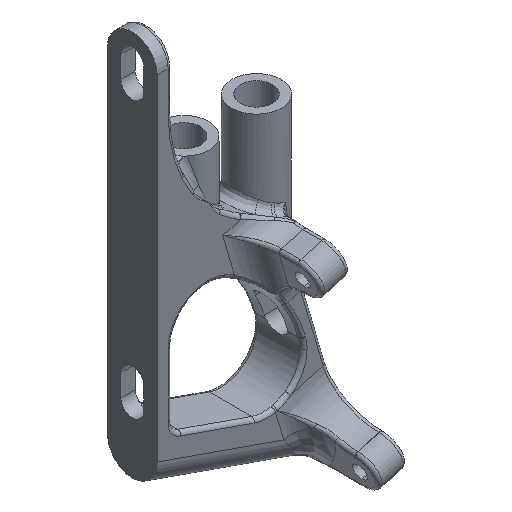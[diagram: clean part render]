
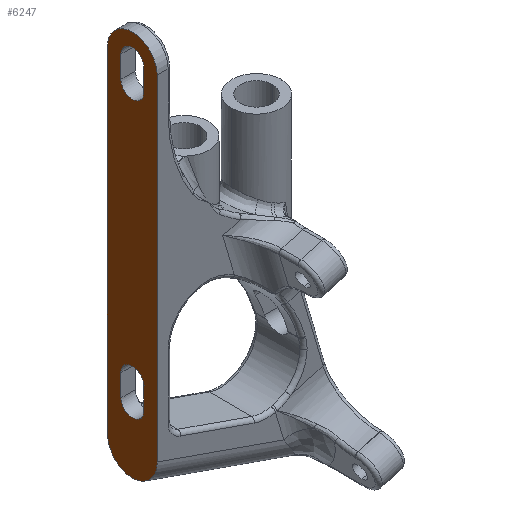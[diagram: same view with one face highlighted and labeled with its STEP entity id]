
A CAD part, isometric view. The second image highlights one B-rep face of the part: STEP entity #6247.
In plain terms, the highlighted planar face has unit normal (-1, 0, 0).
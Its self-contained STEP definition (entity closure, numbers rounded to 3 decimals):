
#5 = FACE_BOUND ( 'NONE', #4808, .T. ) ;
#33 = VECTOR ( 'NONE', #7206, 1000. ) ;
#339 = CARTESIAN_POINT ( 'NONE',  ( 39.7, 20.05, 0. ) ) ;
#343 = ORIENTED_EDGE ( 'NONE', *, *, #2212, .F. ) ;
#389 = CIRCLE ( 'NONE', #5748, 1.575 ) ;
#477 = DIRECTION ( 'NONE',  ( -1., 0., 0. ) ) ;
#586 = FACE_OUTER_BOUND ( 'NONE', #2286, .T. ) ;
#632 = VERTEX_POINT ( 'NONE', #1511 ) ;
#647 = EDGE_CURVE ( 'NONE', #744, #1328, #1147, .T. ) ;
#693 = CARTESIAN_POINT ( 'NONE',  ( 39.7, 23.475, 84.504 ) ) ;
#716 = EDGE_CURVE ( 'NONE', #4428, #5680, #3193, .T. ) ;
#744 = VERTEX_POINT ( 'NONE', #6549 ) ;
#825 = CARTESIAN_POINT ( 'NONE',  ( 39.7, 23.475, 37.729 ) ) ;
#848 = VECTOR ( 'NONE', #2984, 1000. ) ;
#915 = CARTESIAN_POINT ( 'NONE',  ( 39.7, 23.475, 87.504 ) ) ;
#928 = CIRCLE ( 'NONE', #6416, 1.575 ) ;
#932 = LINE ( 'NONE', #5189, #5840 ) ;
#954 = EDGE_CURVE ( 'NONE', #3244, #6640, #4052, .T. ) ;
#1003 = DIRECTION ( 'NONE',  ( 0., 0., -1. ) ) ;
#1027 = DIRECTION ( 'NONE',  ( 0., -1., 0. ) ) ;
#1038 = CARTESIAN_POINT ( 'NONE',  ( 39.7, 25.05, 87.504 ) ) ;
#1081 = VECTOR ( 'NONE', #3617, 1000. ) ;
#1147 =( BOUNDED_CURVE ( )  B_SPLINE_CURVE ( 3, ( #4784, #5927, #4242, #7080 ),
 .UNSPECIFIED., .F., .T. ) 
 B_SPLINE_CURVE_WITH_KNOTS ( ( 4, 4 ),
 ( 4.712, 6.283 ),
 .UNSPECIFIED. ) 
 CURVE ( )  GEOMETRIC_REPRESENTATION_ITEM ( )  RATIONAL_B_SPLINE_CURVE ( ( 1., 0.805, 0.805, 1. ) ) 
 REPRESENTATION_ITEM ( '' )  );
#1328 = VERTEX_POINT ( 'NONE', #825 ) ;
#1428 = DIRECTION ( 'NONE',  ( 0., -1., 0. ) ) ;
#1486 =( BOUNDED_CURVE ( )  B_SPLINE_CURVE ( 3, ( #6880, #6345, #3555, #6983 ),
 .UNSPECIFIED., .F., .T. ) 
 B_SPLINE_CURVE_WITH_KNOTS ( ( 4, 4 ),
 ( 3.142, 4.712 ),
 .UNSPECIFIED. ) 
 CURVE ( )  GEOMETRIC_REPRESENTATION_ITEM ( )  RATIONAL_B_SPLINE_CURVE ( ( 1., 0.805, 0.805, 1. ) ) 
 REPRESENTATION_ITEM ( '' )  );
#1511 = CARTESIAN_POINT ( 'NONE',  ( 39.7, 26.9, 87.504 ) ) ;
#1646 = VECTOR ( 'NONE', #1003, 1000. ) ;
#1703 = DIRECTION ( 'NONE',  ( -1., 0., 0. ) ) ;
#1823 = CARTESIAN_POINT ( 'NONE',  ( 39.7, 20.05, 87.504 ) ) ;
#1903 = AXIS2_PLACEMENT_3D ( 'NONE', #915, #6535, #1428 ) ;
#2080 = CARTESIAN_POINT ( 'NONE',  ( 39.7, 21.9, 49.504 ) ) ;
#2097 = LINE ( 'NONE', #1038, #1646 ) ;
#2106 = CARTESIAN_POINT ( 'NONE',  ( 39.7, 21.9, 87.504 ) ) ;
#2212 = EDGE_CURVE ( 'NONE', #2999, #4872, #6508, .T. ) ;
#2240 = CARTESIAN_POINT ( 'NONE',  ( 39.7, 23.475, 49.504 ) ) ;
#2286 = EDGE_LOOP ( 'NONE', ( #6700, #4656, #5946, #6149, #4473 ) ) ;
#2362 = DIRECTION ( 'NONE',  ( -1., 0., 0. ) ) ;
#2406 = LINE ( 'NONE', #5175, #1081 ) ;
#2665 = EDGE_CURVE ( 'NONE', #5051, #6561, #928, .T. ) ;
#2847 = VERTEX_POINT ( 'NONE', #2106 ) ;
#2946 = CARTESIAN_POINT ( 'NONE',  ( 39.7, 21.9, 87.504 ) ) ;
#2984 = DIRECTION ( 'NONE',  ( 0., 0., 1. ) ) ;
#2989 = CARTESIAN_POINT ( 'NONE',  ( 39.7, 25.05, 46.504 ) ) ;
#2999 = VERTEX_POINT ( 'NONE', #3315 ) ;
#3193 = LINE ( 'NONE', #339, #6990 ) ;
#3219 = ORIENTED_EDGE ( 'NONE', *, *, #7094, .F. ) ;
#3244 = VERTEX_POINT ( 'NONE', #2989 ) ;
#3315 = CARTESIAN_POINT ( 'NONE',  ( 39.7, 25.05, 84.504 ) ) ;
#3325 = CARTESIAN_POINT ( 'NONE',  ( 39.7, 20.05, 0. ) ) ;
#3417 = AXIS2_PLACEMENT_3D ( 'NONE', #3325, #5061, #1027 ) ;
#3458 = ORIENTED_EDGE ( 'NONE', *, *, #2665, .F. ) ;
#3555 = CARTESIAN_POINT ( 'NONE',  ( 39.7, 20.05, 39.232 ) ) ;
#3617 = DIRECTION ( 'NONE',  ( 0., 0., 1. ) ) ;
#3716 = CARTESIAN_POINT ( 'NONE',  ( 39.7, 25.05, 87.504 ) ) ;
#3907 = CARTESIAN_POINT ( 'NONE',  ( 39.7, 23.475, 87.504 ) ) ;
#4052 = CIRCLE ( 'NONE', #5823, 1.575 ) ;
#4209 = VERTEX_POINT ( 'NONE', #3716 ) ;
#4242 = CARTESIAN_POINT ( 'NONE',  ( 39.7, 25.481, 37.729 ) ) ;
#4279 = CARTESIAN_POINT ( 'NONE',  ( 39.7, 21.9, 84.504 ) ) ;
#4428 = VERTEX_POINT ( 'NONE', #1823 ) ;
#4473 = ORIENTED_EDGE ( 'NONE', *, *, #716, .F. ) ;
#4493 = DIRECTION ( 'NONE',  ( 0., -1., 0. ) ) ;
#4539 = LINE ( 'NONE', #2946, #848 ) ;
#4656 = ORIENTED_EDGE ( 'NONE', *, *, #6514, .T. ) ;
#4712 = EDGE_CURVE ( 'NONE', #6561, #3244, #932, .T. ) ;
#4719 = ORIENTED_EDGE ( 'NONE', *, *, #4712, .F. ) ;
#4784 = CARTESIAN_POINT ( 'NONE',  ( 39.7, 26.9, 41.357 ) ) ;
#4808 = EDGE_LOOP ( 'NONE', ( #5140, #5898, #3219, #343 ) ) ;
#4854 = DIRECTION ( 'NONE',  ( 0., 0., -1. ) ) ;
#4872 = VERTEX_POINT ( 'NONE', #4279 ) ;
#4894 = EDGE_CURVE ( 'NONE', #4209, #2999, #2097, .T. ) ;
#4921 = DIRECTION ( 'NONE',  ( 0., -1., 0. ) ) ;
#4962 = PLANE ( 'NONE',  #3417 ) ;
#4975 = EDGE_CURVE ( 'NONE', #2847, #4209, #389, .T. ) ;
#5051 = VERTEX_POINT ( 'NONE', #2080 ) ;
#5061 = DIRECTION ( 'NONE',  ( 1., 0., 0. ) ) ;
#5066 = EDGE_CURVE ( 'NONE', #4428, #632, #7131, .T. ) ;
#5140 = ORIENTED_EDGE ( 'NONE', *, *, #4894, .F. ) ;
#5162 = CARTESIAN_POINT ( 'NONE',  ( 39.7, 25.05, 49.504 ) ) ;
#5175 = CARTESIAN_POINT ( 'NONE',  ( 39.7, 21.9, 46.504 ) ) ;
#5189 = CARTESIAN_POINT ( 'NONE',  ( 39.7, 25.05, 46.504 ) ) ;
#5268 = DIRECTION ( 'NONE',  ( 0., 0., -1. ) ) ;
#5441 = CARTESIAN_POINT ( 'NONE',  ( 39.7, 21.9, 46.504 ) ) ;
#5461 = ORIENTED_EDGE ( 'NONE', *, *, #954, .F. ) ;
#5467 = CARTESIAN_POINT ( 'NONE',  ( 39.7, 23.475, 46.504 ) ) ;
#5579 = FACE_BOUND ( 'NONE', #6776, .T. ) ;
#5680 = VERTEX_POINT ( 'NONE', #5707 ) ;
#5707 = CARTESIAN_POINT ( 'NONE',  ( 39.7, 20.05, 41.357 ) ) ;
#5748 = AXIS2_PLACEMENT_3D ( 'NONE', #3907, #6365, #6150 ) ;
#5790 = EDGE_CURVE ( 'NONE', #1328, #5680, #1486, .T. ) ;
#5823 = AXIS2_PLACEMENT_3D ( 'NONE', #5467, #477, #4921 ) ;
#5840 = VECTOR ( 'NONE', #5268, 1000. ) ;
#5898 = ORIENTED_EDGE ( 'NONE', *, *, #4975, .F. ) ;
#5927 = CARTESIAN_POINT ( 'NONE',  ( 39.7, 26.9, 39.232 ) ) ;
#5946 = ORIENTED_EDGE ( 'NONE', *, *, #647, .T. ) ;
#6094 = LINE ( 'NONE', #7096, #33 ) ;
#6149 = ORIENTED_EDGE ( 'NONE', *, *, #5790, .T. ) ;
#6150 = DIRECTION ( 'NONE',  ( 0., -1., 0. ) ) ;
#6247 = ADVANCED_FACE ( 'NONE', ( #5, #5579, #586 ), #4962, .F. ) ;
#6345 = CARTESIAN_POINT ( 'NONE',  ( 39.7, 21.469, 37.729 ) ) ;
#6365 = DIRECTION ( 'NONE',  ( -1., 0., 0. ) ) ;
#6416 = AXIS2_PLACEMENT_3D ( 'NONE', #2240, #1703, #4493 ) ;
#6501 = ORIENTED_EDGE ( 'NONE', *, *, #6868, .F. ) ;
#6508 = CIRCLE ( 'NONE', #6622, 1.575 ) ;
#6514 = EDGE_CURVE ( 'NONE', #632, #744, #6094, .T. ) ;
#6535 = DIRECTION ( 'NONE',  ( -1., 0., 0. ) ) ;
#6549 = CARTESIAN_POINT ( 'NONE',  ( 39.7, 26.9, 41.357 ) ) ;
#6561 = VERTEX_POINT ( 'NONE', #5162 ) ;
#6622 = AXIS2_PLACEMENT_3D ( 'NONE', #693, #2362, #6897 ) ;
#6640 = VERTEX_POINT ( 'NONE', #5441 ) ;
#6700 = ORIENTED_EDGE ( 'NONE', *, *, #5066, .T. ) ;
#6776 = EDGE_LOOP ( 'NONE', ( #6501, #5461, #4719, #3458 ) ) ;
#6868 = EDGE_CURVE ( 'NONE', #6640, #5051, #2406, .T. ) ;
#6880 = CARTESIAN_POINT ( 'NONE',  ( 39.7, 23.475, 37.729 ) ) ;
#6897 = DIRECTION ( 'NONE',  ( 0., -1., 0. ) ) ;
#6983 = CARTESIAN_POINT ( 'NONE',  ( 39.7, 20.05, 41.357 ) ) ;
#6990 = VECTOR ( 'NONE', #4854, 1000. ) ;
#7080 = CARTESIAN_POINT ( 'NONE',  ( 39.7, 23.475, 37.729 ) ) ;
#7094 = EDGE_CURVE ( 'NONE', #4872, #2847, #4539, .T. ) ;
#7096 = CARTESIAN_POINT ( 'NONE',  ( 39.7, 26.9, 0. ) ) ;
#7131 = CIRCLE ( 'NONE', #1903, 3.425 ) ;
#7206 = DIRECTION ( 'NONE',  ( 0., 0., -1. ) ) ;
